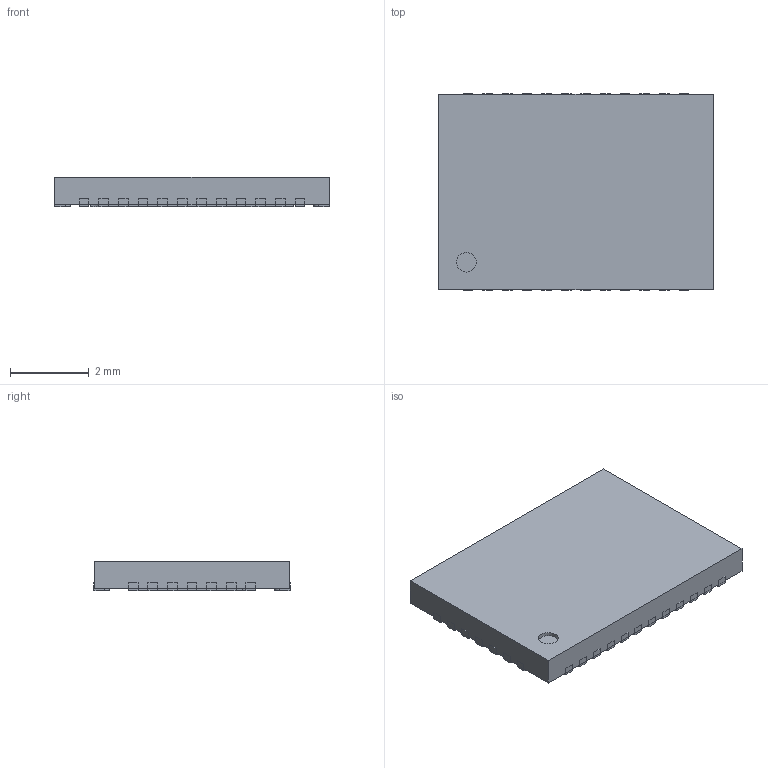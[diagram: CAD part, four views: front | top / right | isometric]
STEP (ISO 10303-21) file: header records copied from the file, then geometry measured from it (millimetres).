
FILE_DESCRIPTION(/* description */ (''),/* implementation_level */ '2;1');
FILE_NAME(/* name */ 'QFN-38.step',/* time_stamp */ '2020-08-17T07:24:33-04:00',/* author */ (''),/* organization */ (''),/* preprocessor_version */ 'ST-DEVELOPER v18.1',/* originating_system */ 'Autodesk Translation Framework v9.3.0.1241',/* authorisation */ '');
FILE_SCHEMA (('AUTOMOTIVE_DESIGN { 1 0 10303 214 3 1 1 }'));
Length unit declared in the file: millimetre
Products named in the file (3): QFN-38; Component1; Component2
Assembly tree (2 placements, depth 2):
  QFN-38
    Component1
    Component2
Bounding box: 7 x 5 x 0.75 mm (x, y, z)
Surface area: 138.2 mm2
Topology: 40 solids, 40 shells, 243 faces, 486 edges, 324 vertices
Faces by surface type: plane 203, cylinder 40
Full cylindrical faces by diameter (mm): 0.5 x1
Entity records: 6311 total; most frequent: DIRECTION 1064, CARTESIAN_POINT 1059, ORIENTED_EDGE 972, EDGE_CURVE 486, LINE 406, VECTOR 406, AXIS2_PLACEMENT_3D 329, VERTEX_POINT 324
